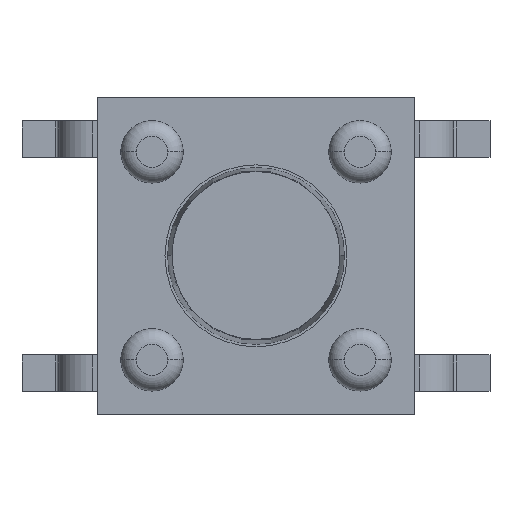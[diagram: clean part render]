
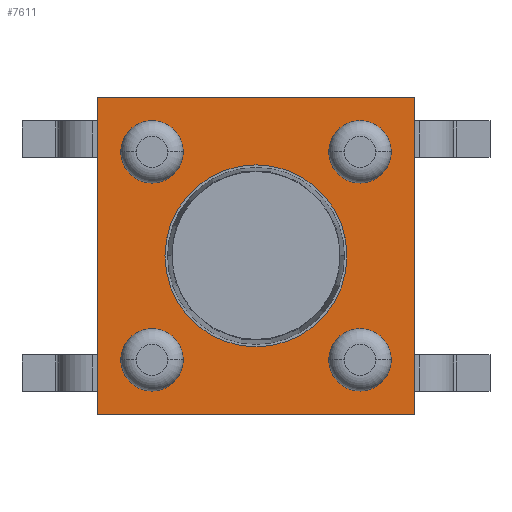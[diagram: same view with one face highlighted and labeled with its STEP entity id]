
A CAD part, top view. The second image highlights one B-rep face of the part: STEP entity #7611.
In plain terms, the highlighted planar face has unit normal (0, 0, 1).
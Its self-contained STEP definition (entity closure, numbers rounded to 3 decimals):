
#23 = EDGE_CURVE ( 'NONE', #4729, #8895, #4706, .T. ) ;
#41 = ORIENTED_EDGE ( 'NONE', *, *, #12949, .F. ) ;
#49 = CIRCLE ( 'NONE', #10694, 0.6 ) ;
#254 = CARTESIAN_POINT ( 'NONE',  ( 2., -2., 3.5 ) ) ;
#435 = FACE_BOUND ( 'NONE', #12701, .T. ) ;
#532 = CARTESIAN_POINT ( 'NONE',  ( -2., -2., 3.5 ) ) ;
#692 = AXIS2_PLACEMENT_3D ( 'NONE', #16840, #15391, #13487 ) ;
#821 = FACE_BOUND ( 'NONE', #2763, .T. ) ;
#977 = VERTEX_POINT ( 'NONE', #1144 ) ;
#1002 = ORIENTED_EDGE ( 'NONE', *, *, #6918, .F. ) ;
#1134 = LINE ( 'NONE', #9673, #16387 ) ;
#1144 = CARTESIAN_POINT ( 'NONE',  ( -2.6, 2., 3.5 ) ) ;
#1321 = DIRECTION ( 'NONE',  ( 0., 0., 1. ) ) ;
#1375 = ORIENTED_EDGE ( 'NONE', *, *, #8177, .T. ) ;
#1474 = CARTESIAN_POINT ( 'NONE',  ( -1.75, 0., 3.5 ) ) ;
#1525 = DIRECTION ( 'NONE',  ( 1., 0., 0. ) ) ;
#1566 = VECTOR ( 'NONE', #4281, 1000. ) ;
#1789 = CARTESIAN_POINT ( 'NONE',  ( -2.6, -2., 3.5 ) ) ;
#1941 = DIRECTION ( 'NONE',  ( -1., 0., 0. ) ) ;
#2123 = DIRECTION ( 'NONE',  ( 0., 0., 1. ) ) ;
#2196 = DIRECTION ( 'NONE',  ( 0., -1., 0. ) ) ;
#2227 = CARTESIAN_POINT ( 'NONE',  ( 2.6, -2., 3.5 ) ) ;
#2456 = DIRECTION ( 'NONE',  ( 0., 1., 0. ) ) ;
#2763 = EDGE_LOOP ( 'NONE', ( #41, #18371 ) ) ;
#3086 = CARTESIAN_POINT ( 'NONE',  ( 2., -2., 3.5 ) ) ;
#3144 = VECTOR ( 'NONE', #2196, 1000. ) ;
#3176 = CARTESIAN_POINT ( 'NONE',  ( -2., 2., 3.5 ) ) ;
#3549 = EDGE_CURVE ( 'NONE', #3630, #7082, #13939, .T. ) ;
#3581 = DIRECTION ( 'NONE',  ( 1., 0., 0. ) ) ;
#3622 = EDGE_CURVE ( 'NONE', #16034, #977, #6661, .T. ) ;
#3630 = VERTEX_POINT ( 'NONE', #17520 ) ;
#3637 = CARTESIAN_POINT ( 'NONE',  ( 2.6, 2., 3.5 ) ) ;
#3667 = VECTOR ( 'NONE', #8883, 1000. ) ;
#3681 = CIRCLE ( 'NONE', #6436, 0.6 ) ;
#4250 = DIRECTION ( 'NONE',  ( -1., 0., 0. ) ) ;
#4281 = DIRECTION ( 'NONE',  ( -1., 0., 0. ) ) ;
#4416 = CIRCLE ( 'NONE', #18158, 0.6 ) ;
#4706 = LINE ( 'NONE', #16056, #3667 ) ;
#4727 = DIRECTION ( 'NONE',  ( -1., 0., 0. ) ) ;
#4729 = VERTEX_POINT ( 'NONE', #18454 ) ;
#4788 = DIRECTION ( 'NONE',  ( 0., 0., 1. ) ) ;
#5184 = DIRECTION ( 'NONE',  ( 0., 0., 1. ) ) ;
#5186 = FACE_BOUND ( 'NONE', #13873, .T. ) ;
#5215 = CARTESIAN_POINT ( 'NONE',  ( -3.05, 3.05, 3.5 ) ) ;
#5521 = ORIENTED_EDGE ( 'NONE', *, *, #23, .T. ) ;
#6206 = ORIENTED_EDGE ( 'NONE', *, *, #6904, .F. ) ;
#6436 = AXIS2_PLACEMENT_3D ( 'NONE', #3086, #4788, #8962 ) ;
#6661 = CIRCLE ( 'NONE', #10293, 0.6 ) ;
#6680 = EDGE_CURVE ( 'NONE', #8807, #11379, #11158, .T. ) ;
#6904 = EDGE_CURVE ( 'NONE', #10423, #17218, #3681, .T. ) ;
#6915 = CARTESIAN_POINT ( 'NONE',  ( 3.05, -3.05, 3.5 ) ) ;
#6918 = EDGE_CURVE ( 'NONE', #977, #16034, #49, .T. ) ;
#7082 = VERTEX_POINT ( 'NONE', #1474 ) ;
#7148 = DIRECTION ( 'NONE',  ( 1., 0., 0. ) ) ;
#7566 = CARTESIAN_POINT ( 'NONE',  ( -3.05, 3.05, 3.5 ) ) ;
#7611 = ADVANCED_FACE ( 'NONE', ( #13858, #821, #435, #5186, #10917, #9560 ), #10828, .T. ) ;
#7664 = ORIENTED_EDGE ( 'NONE', *, *, #13955, .F. ) ;
#8177 = EDGE_CURVE ( 'NONE', #11379, #4729, #9592, .T. ) ;
#8307 = EDGE_CURVE ( 'NONE', #11776, #8555, #16234, .T. ) ;
#8392 = CIRCLE ( 'NONE', #12980, 1.75 ) ;
#8431 = ORIENTED_EDGE ( 'NONE', *, *, #10952, .F. ) ;
#8458 = DIRECTION ( 'NONE',  ( 0., 0., 1. ) ) ;
#8555 = VERTEX_POINT ( 'NONE', #13772 ) ;
#8665 = CARTESIAN_POINT ( 'NONE',  ( 3.05, 3.05, 3.5 ) ) ;
#8667 = ORIENTED_EDGE ( 'NONE', *, *, #11112, .F. ) ;
#8729 = VERTEX_POINT ( 'NONE', #13114 ) ;
#8751 = AXIS2_PLACEMENT_3D ( 'NONE', #15150, #2123, #18145 ) ;
#8807 = VERTEX_POINT ( 'NONE', #12452 ) ;
#8883 = DIRECTION ( 'NONE',  ( 1., 0., 0. ) ) ;
#8895 = VERTEX_POINT ( 'NONE', #6915 ) ;
#8962 = DIRECTION ( 'NONE',  ( -1., 0., 0. ) ) ;
#9078 = EDGE_LOOP ( 'NONE', ( #6206, #10827 ) ) ;
#9283 = AXIS2_PLACEMENT_3D ( 'NONE', #12587, #8458, #11549 ) ;
#9291 = ORIENTED_EDGE ( 'NONE', *, *, #3549, .F. ) ;
#9303 = VERTEX_POINT ( 'NONE', #1789 ) ;
#9560 = FACE_OUTER_BOUND ( 'NONE', #17100, .T. ) ;
#9592 = LINE ( 'NONE', #5215, #3144 ) ;
#9661 = EDGE_CURVE ( 'NONE', #17218, #10423, #4416, .T. ) ;
#9673 = CARTESIAN_POINT ( 'NONE',  ( 3.05, -3.05, 3.5 ) ) ;
#10037 = ORIENTED_EDGE ( 'NONE', *, *, #3622, .F. ) ;
#10132 = CARTESIAN_POINT ( 'NONE',  ( -1.4, 2., 3.5 ) ) ;
#10293 = AXIS2_PLACEMENT_3D ( 'NONE', #18773, #1321, #4250 ) ;
#10315 = DIRECTION ( 'NONE',  ( 0., 0., 1. ) ) ;
#10423 = VERTEX_POINT ( 'NONE', #17792 ) ;
#10570 = CIRCLE ( 'NONE', #8751, 0.6 ) ;
#10694 = AXIS2_PLACEMENT_3D ( 'NONE', #3176, #10315, #1941 ) ;
#10827 = ORIENTED_EDGE ( 'NONE', *, *, #9661, .F. ) ;
#10828 = PLANE ( 'NONE',  #692 ) ;
#10917 = FACE_BOUND ( 'NONE', #15901, .T. ) ;
#10952 = EDGE_CURVE ( 'NONE', #8729, #9303, #16939, .T. ) ;
#11112 = EDGE_CURVE ( 'NONE', #7082, #3630, #8392, .T. ) ;
#11137 = ORIENTED_EDGE ( 'NONE', *, *, #13201, .T. ) ;
#11158 = LINE ( 'NONE', #8665, #1566 ) ;
#11216 = AXIS2_PLACEMENT_3D ( 'NONE', #15589, #15404, #18310 ) ;
#11379 = VERTEX_POINT ( 'NONE', #7566 ) ;
#11549 = DIRECTION ( 'NONE',  ( 1., 0., 0. ) ) ;
#11776 = VERTEX_POINT ( 'NONE', #3637 ) ;
#12452 = CARTESIAN_POINT ( 'NONE',  ( 3.05, 3.05, 3.5 ) ) ;
#12587 = CARTESIAN_POINT ( 'NONE',  ( -2., -2., 3.5 ) ) ;
#12701 = EDGE_LOOP ( 'NONE', ( #1002, #10037 ) ) ;
#12777 = CARTESIAN_POINT ( 'NONE',  ( 2., 2., 3.5 ) ) ;
#12949 = EDGE_CURVE ( 'NONE', #8555, #11776, #10570, .T. ) ;
#12980 = AXIS2_PLACEMENT_3D ( 'NONE', #14839, #17921, #1525 ) ;
#13114 = CARTESIAN_POINT ( 'NONE',  ( -1.4, -2., 3.5 ) ) ;
#13201 = EDGE_CURVE ( 'NONE', #8895, #8807, #1134, .T. ) ;
#13487 = DIRECTION ( 'NONE',  ( 1., 0., 0. ) ) ;
#13772 = CARTESIAN_POINT ( 'NONE',  ( 1.4, 2., 3.5 ) ) ;
#13858 = FACE_BOUND ( 'NONE', #9078, .T. ) ;
#13873 = EDGE_LOOP ( 'NONE', ( #7664, #8431 ) ) ;
#13939 = CIRCLE ( 'NONE', #11216, 1.75 ) ;
#13955 = EDGE_CURVE ( 'NONE', #9303, #8729, #16166, .T. ) ;
#14269 = DIRECTION ( 'NONE',  ( 0., 0., 1. ) ) ;
#14839 = CARTESIAN_POINT ( 'NONE',  ( 0., 0., 3.5 ) ) ;
#14959 = ORIENTED_EDGE ( 'NONE', *, *, #6680, .T. ) ;
#15150 = CARTESIAN_POINT ( 'NONE',  ( 2., 2., 3.5 ) ) ;
#15391 = DIRECTION ( 'NONE',  ( 0., 0., 1. ) ) ;
#15404 = DIRECTION ( 'NONE',  ( 0., 0., 1. ) ) ;
#15589 = CARTESIAN_POINT ( 'NONE',  ( 0., 0., 3.5 ) ) ;
#15901 = EDGE_LOOP ( 'NONE', ( #9291, #8667 ) ) ;
#16034 = VERTEX_POINT ( 'NONE', #10132 ) ;
#16056 = CARTESIAN_POINT ( 'NONE',  ( -3.05, -3.05, 3.5 ) ) ;
#16166 = CIRCLE ( 'NONE', #17093, 0.6 ) ;
#16234 = CIRCLE ( 'NONE', #18724, 0.6 ) ;
#16259 = DIRECTION ( 'NONE',  ( 0., 0., 1. ) ) ;
#16387 = VECTOR ( 'NONE', #2456, 1000. ) ;
#16840 = CARTESIAN_POINT ( 'NONE',  ( 0., 0., 3.5 ) ) ;
#16939 = CIRCLE ( 'NONE', #9283, 0.6 ) ;
#17093 = AXIS2_PLACEMENT_3D ( 'NONE', #532, #5184, #3581 ) ;
#17100 = EDGE_LOOP ( 'NONE', ( #5521, #11137, #14959, #1375 ) ) ;
#17218 = VERTEX_POINT ( 'NONE', #2227 ) ;
#17520 = CARTESIAN_POINT ( 'NONE',  ( 1.75, 0., 3.5 ) ) ;
#17792 = CARTESIAN_POINT ( 'NONE',  ( 1.4, -2., 3.5 ) ) ;
#17921 = DIRECTION ( 'NONE',  ( 0., 0., 1. ) ) ;
#18145 = DIRECTION ( 'NONE',  ( 1., 0., 0. ) ) ;
#18158 = AXIS2_PLACEMENT_3D ( 'NONE', #254, #16259, #4727 ) ;
#18310 = DIRECTION ( 'NONE',  ( 1., 0., 0. ) ) ;
#18371 = ORIENTED_EDGE ( 'NONE', *, *, #8307, .F. ) ;
#18454 = CARTESIAN_POINT ( 'NONE',  ( -3.05, -3.05, 3.5 ) ) ;
#18724 = AXIS2_PLACEMENT_3D ( 'NONE', #12777, #14269, #7148 ) ;
#18773 = CARTESIAN_POINT ( 'NONE',  ( -2., 2., 3.5 ) ) ;
